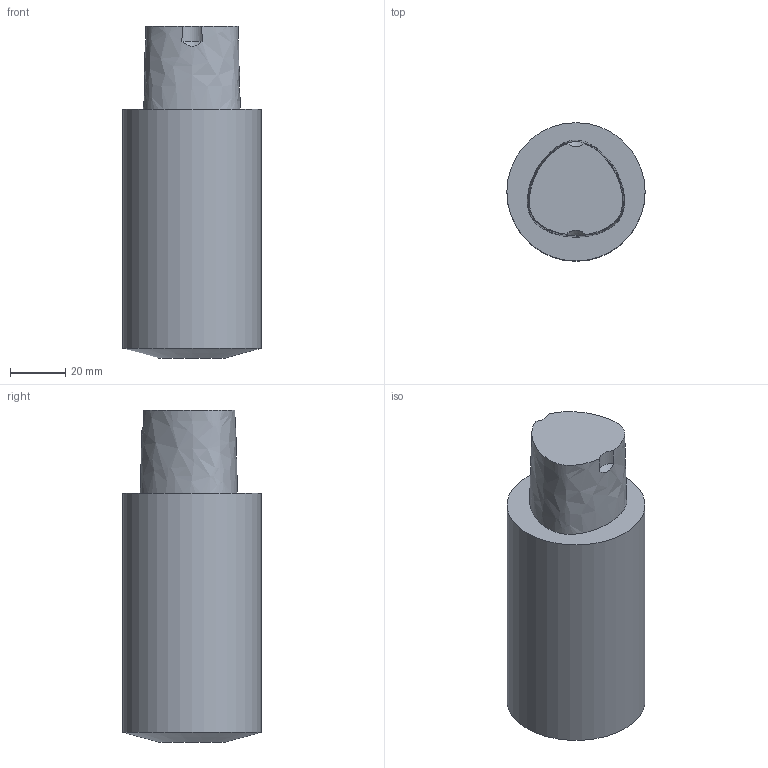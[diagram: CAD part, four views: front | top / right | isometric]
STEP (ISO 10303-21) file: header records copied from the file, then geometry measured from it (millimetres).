
FILE_DESCRIPTION((''),'1');
FILE_NAME('C5-BSL20-90.stp','2022-10-11T05:37:57',(''),(''),'Spatial Interop R21 SP3','Kubotek KeyCreator 2011 V10.0.2 (22737)',' ');
FILE_SCHEMA(('automotive_design'));
Length unit declared in the file: millimetre
Products named in the file (1): 240[2]
Bounding box: 49.98 x 49.98 x 120 mm (x, y, z)
Volume: 200941.6 mm3; surface area: 20739.8 mm2
Topology: 1 solids, 1 shells, 10 faces, 20 edges, 13 vertices
Faces by surface type: cone 3, cylinder 3, plane 3, bspline 1
Full cylindrical faces by diameter (mm): 49.98 x1
Entity records: 1594 total; most frequent: CARTESIAN_POINT 1170, PRESENTATION_STYLE_ASSIGNMENT 40, COLOUR_RGB 40, ORIENTED_EDGE 36, DIRECTION 34, STYLED_ITEM 29, CURVE_STYLE 29, DRAUGHTING_PRE_DEFINED_CURVE_FONT 29
